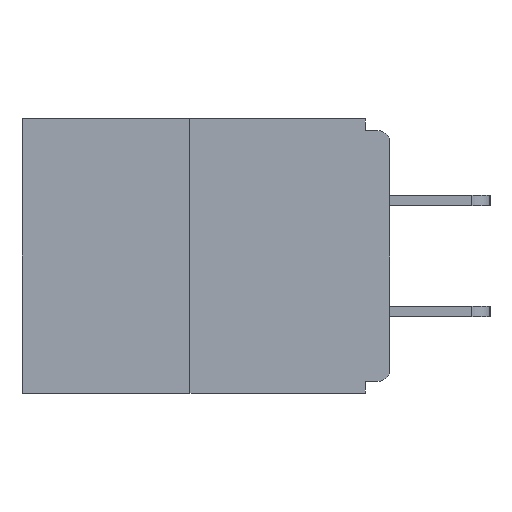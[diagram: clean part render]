
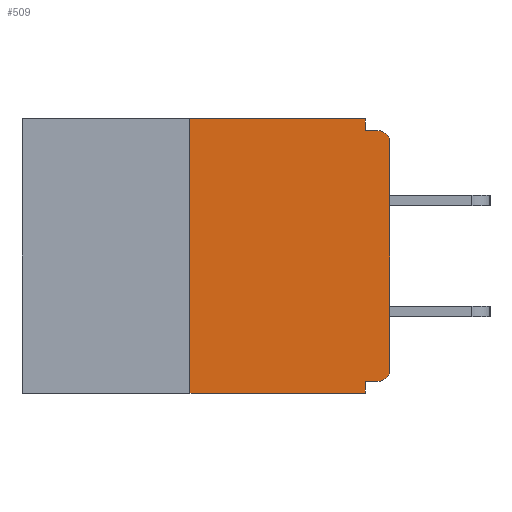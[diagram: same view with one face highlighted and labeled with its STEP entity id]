
A CAD part, left-side view. The second image highlights one B-rep face of the part: STEP entity #509.
In plain terms, the highlighted planar face has unit normal (-1, 0, 0).
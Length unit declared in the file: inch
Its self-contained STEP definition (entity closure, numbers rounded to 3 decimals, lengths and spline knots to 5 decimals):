
#19 = DIRECTION ( 'NONE',  ( 0., 0., -1. ) ) ;
#144 = ORIENTED_EDGE ( 'NONE', *, *, #17810, .T. ) ;
#509 = ADVANCED_FACE ( 'NONE', ( #11499 ), #21044, .F. ) ;
#1281 = CARTESIAN_POINT ( 'NONE',  ( 0., 0., -0.03 ) ) ;
#1548 = EDGE_CURVE ( 'NONE', #21055, #4964, #9597, .T. ) ;
#1640 = VERTEX_POINT ( 'NONE', #5098 ) ;
#2319 = DIRECTION ( 'NONE',  ( 0., 0., -1. ) ) ;
#3033 = CARTESIAN_POINT ( 'NONE',  ( 0., 0.46, 0. ) ) ;
#3208 = EDGE_CURVE ( 'NONE', #12643, #9416, #5455, .T. ) ;
#3215 = VERTEX_POINT ( 'NONE', #18683 ) ;
#3323 = DIRECTION ( 'NONE',  ( 0., 0., -1. ) ) ;
#3505 = CARTESIAN_POINT ( 'NONE',  ( 0., 0.031, -0.343 ) ) ;
#3619 = CARTESIAN_POINT ( 'NONE',  ( 0., 0., -0.015 ) ) ;
#3689 = LINE ( 'NONE', #19132, #16873 ) ;
#4005 = CARTESIAN_POINT ( 'NONE',  ( 0., 0.25, 0. ) ) ;
#4122 = ORIENTED_EDGE ( 'NONE', *, *, #8861, .F. ) ;
#4964 = VERTEX_POINT ( 'NONE', #1281 ) ;
#5041 = ORIENTED_EDGE ( 'NONE', *, *, #3208, .F. ) ;
#5098 = CARTESIAN_POINT ( 'NONE',  ( 0., 0.031, -0.015 ) ) ;
#5298 = ORIENTED_EDGE ( 'NONE', *, *, #10465, .F. ) ;
#5376 = CARTESIAN_POINT ( 'NONE',  ( 0., 0.031, 0. ) ) ;
#5455 = LINE ( 'NONE', #22023, #8708 ) ;
#5588 = EDGE_CURVE ( 'NONE', #16995, #12643, #13159, .T. ) ;
#5630 = ORIENTED_EDGE ( 'NONE', *, *, #8634, .T. ) ;
#6675 = DIRECTION ( 'NONE',  ( -1., 0., 0. ) ) ;
#6700 = CARTESIAN_POINT ( 'NONE',  ( 0., 0.031, -0.328 ) ) ;
#7959 = AXIS2_PLACEMENT_3D ( 'NONE', #18689, #15313, #22101 ) ;
#7990 = ORIENTED_EDGE ( 'NONE', *, *, #1548, .T. ) ;
#8010 = VERTEX_POINT ( 'NONE', #8402 ) ;
#8263 = DIRECTION ( 'NONE',  ( 0., 0., 1. ) ) ;
#8402 = CARTESIAN_POINT ( 'NONE',  ( 0., 0.031, 0. ) ) ;
#8532 = EDGE_CURVE ( 'NONE', #3215, #10635, #20572, .T. ) ;
#8611 = ORIENTED_EDGE ( 'NONE', *, *, #14477, .T. ) ;
#8634 = EDGE_CURVE ( 'NONE', #4964, #11186, #14105, .T. ) ;
#8708 = VECTOR ( 'NONE', #13821, 39.37008 ) ;
#8861 = EDGE_CURVE ( 'NONE', #1640, #11186, #13312, .T. ) ;
#9364 = CARTESIAN_POINT ( 'NONE',  ( 0., 0., -0.328 ) ) ;
#9416 = VERTEX_POINT ( 'NONE', #3505 ) ;
#9541 = CIRCLE ( 'NONE', #12905, 0.015 ) ;
#9597 = LINE ( 'NONE', #18444, #19053 ) ;
#10175 = ORIENTED_EDGE ( 'NONE', *, *, #5588, .F. ) ;
#10465 = EDGE_CURVE ( 'NONE', #8010, #1640, #18146, .T. ) ;
#10635 = VERTEX_POINT ( 'NONE', #4005 ) ;
#11186 = VERTEX_POINT ( 'NONE', #16608 ) ;
#11499 = FACE_OUTER_BOUND ( 'NONE', #11574, .T. ) ;
#11574 = EDGE_LOOP ( 'NONE', ( #19129, #12973, #8611, #5041, #10175, #144, #7990, #5630, #4122, #5298 ) ) ;
#11808 = LINE ( 'NONE', #3033, #19083 ) ;
#12643 = VERTEX_POINT ( 'NONE', #6700 ) ;
#12905 = AXIS2_PLACEMENT_3D ( 'NONE', #17015, #6675, #3323 ) ;
#12973 = ORIENTED_EDGE ( 'NONE', *, *, #8532, .F. ) ;
#13159 = LINE ( 'NONE', #9364, #17968 ) ;
#13294 = DIRECTION ( 'NONE',  ( 0., -1., 0. ) ) ;
#13312 = LINE ( 'NONE', #3619, #17326 ) ;
#13821 = DIRECTION ( 'NONE',  ( 0., 0., -1. ) ) ;
#14105 = CIRCLE ( 'NONE', #7959, 0.015 ) ;
#14195 = EDGE_CURVE ( 'NONE', #10635, #8010, #11808, .T. ) ;
#14477 = EDGE_CURVE ( 'NONE', #3215, #9416, #3689, .T. ) ;
#14966 = AXIS2_PLACEMENT_3D ( 'NONE', #20970, #19453, #2319 ) ;
#15159 = DIRECTION ( 'NONE',  ( 0., 1., 0. ) ) ;
#15313 = DIRECTION ( 'NONE',  ( -1., 0., 0. ) ) ;
#16453 = CARTESIAN_POINT ( 'NONE',  ( 0., 0., -0.313 ) ) ;
#16608 = CARTESIAN_POINT ( 'NONE',  ( 0., 0.015, -0.015 ) ) ;
#16873 = VECTOR ( 'NONE', #19283, 39.37008 ) ;
#16995 = VERTEX_POINT ( 'NONE', #20983 ) ;
#17015 = CARTESIAN_POINT ( 'NONE',  ( 0., 0.015, -0.313 ) ) ;
#17326 = VECTOR ( 'NONE', #20728, 39.37008 ) ;
#17810 = EDGE_CURVE ( 'NONE', #16995, #21055, #9541, .T. ) ;
#17968 = VECTOR ( 'NONE', #15159, 39.37008 ) ;
#18146 = LINE ( 'NONE', #5376, #22182 ) ;
#18444 = CARTESIAN_POINT ( 'NONE',  ( 0., 0., 0. ) ) ;
#18683 = CARTESIAN_POINT ( 'NONE',  ( 0., 0.25, -0.343 ) ) ;
#18689 = CARTESIAN_POINT ( 'NONE',  ( 0., 0.015, -0.03 ) ) ;
#19053 = VECTOR ( 'NONE', #8263, 39.37008 ) ;
#19083 = VECTOR ( 'NONE', #13294, 39.37008 ) ;
#19129 = ORIENTED_EDGE ( 'NONE', *, *, #14195, .F. ) ;
#19132 = CARTESIAN_POINT ( 'NONE',  ( 0., 0.46, -0.343 ) ) ;
#19283 = DIRECTION ( 'NONE',  ( 0., -1., 0. ) ) ;
#19453 = DIRECTION ( 'NONE',  ( 1., 0., 0. ) ) ;
#20280 = DIRECTION ( 'NONE',  ( 0., 0., 1. ) ) ;
#20572 = LINE ( 'NONE', #21792, #21105 ) ;
#20728 = DIRECTION ( 'NONE',  ( 0., -1., 0. ) ) ;
#20970 = CARTESIAN_POINT ( 'NONE',  ( 0., 0.46, 0. ) ) ;
#20983 = CARTESIAN_POINT ( 'NONE',  ( 0., 0.015, -0.328 ) ) ;
#21044 = PLANE ( 'NONE',  #14966 ) ;
#21055 = VERTEX_POINT ( 'NONE', #16453 ) ;
#21105 = VECTOR ( 'NONE', #20280, 39.37008 ) ;
#21792 = CARTESIAN_POINT ( 'NONE',  ( 0., 0.25, 0. ) ) ;
#22023 = CARTESIAN_POINT ( 'NONE',  ( 0., 0.031, -0.343 ) ) ;
#22101 = DIRECTION ( 'NONE',  ( 0., 0., -1. ) ) ;
#22182 = VECTOR ( 'NONE', #19, 39.37008 ) ;
